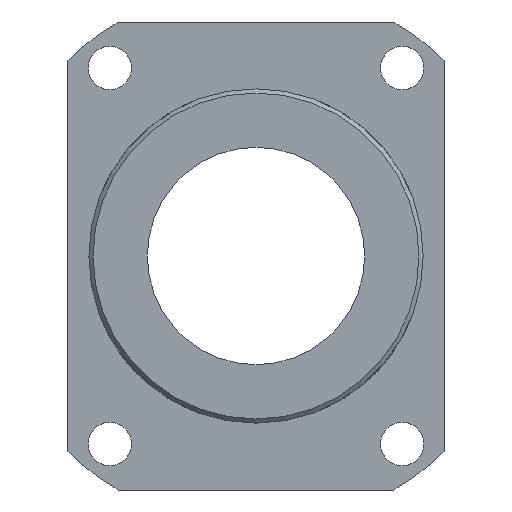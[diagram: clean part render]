
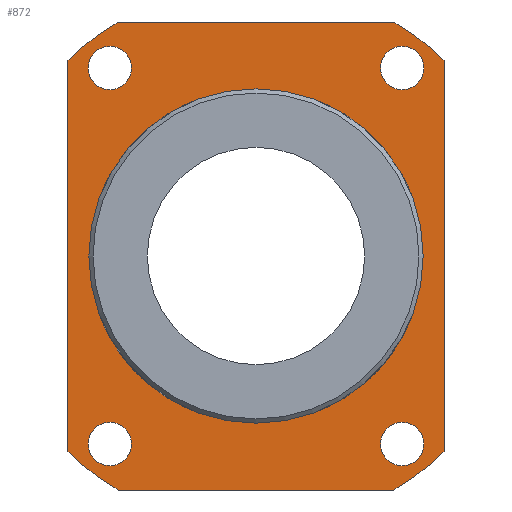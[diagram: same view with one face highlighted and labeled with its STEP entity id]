
A CAD part, left-side view. The second image highlights one B-rep face of the part: STEP entity #872.
In plain terms, the highlighted planar face has unit normal (-1, 0, 0).
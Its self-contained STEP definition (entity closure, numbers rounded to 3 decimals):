
#53=LINE($,#1699,#109);
#57=LINE($,#1708,#113);
#61=LINE($,#1717,#117);
#65=LINE($,#1726,#121);
#109=VECTOR($,#1152,46.904);
#113=VECTOR($,#1158,33.);
#117=VECTOR($,#1164,33.);
#121=VECTOR($,#1170,46.904);
#186=PLANE($,#955);
#212=FACE_BOUND($,#330,.T.);
#213=FACE_BOUND($,#331,.T.);
#214=FACE_BOUND($,#332,.T.);
#215=FACE_BOUND($,#333,.T.);
#216=FACE_BOUND($,#334,.T.);
#217=FACE_BOUND($,#335,.T.);
#330=EDGE_LOOP($,(#786));
#331=EDGE_LOOP($,(#787));
#332=EDGE_LOOP($,(#788));
#333=EDGE_LOOP($,(#789));
#334=EDGE_LOOP($,(#790));
#335=EDGE_LOOP($,(#791,#792,#793,#794,#795,#796,#797,#798));
#362=CIRCLE($,#902,20.);
#375=CIRCLE($,#941,2.6);
#377=CIRCLE($,#944,2.6);
#379=CIRCLE($,#947,2.6);
#381=CIRCLE($,#950,2.6);
#382=CIRCLE($,#956,32.5);
#383=CIRCLE($,#957,32.5);
#384=CIRCLE($,#958,32.5);
#385=CIRCLE($,#959,32.5);
#422=VERTEX_POINT($,#1421);
#453=VERTEX_POINT($,#1679);
#455=VERTEX_POINT($,#1684);
#457=VERTEX_POINT($,#1689);
#459=VERTEX_POINT($,#1694);
#460=VERTEX_POINT($,#1697);
#461=VERTEX_POINT($,#1698);
#464=VERTEX_POINT($,#1706);
#465=VERTEX_POINT($,#1707);
#468=VERTEX_POINT($,#1715);
#469=VERTEX_POINT($,#1716);
#472=VERTEX_POINT($,#1724);
#473=VERTEX_POINT($,#1725);
#508=EDGE_CURVE($,#422,#422,#362,.T.);
#563=EDGE_CURVE($,#453,#453,#375,.T.);
#565=EDGE_CURVE($,#455,#455,#377,.T.);
#567=EDGE_CURVE($,#457,#457,#379,.T.);
#569=EDGE_CURVE($,#459,#459,#381,.T.);
#570=EDGE_CURVE($,#460,#461,#53,.T.);
#574=EDGE_CURVE($,#464,#465,#57,.T.);
#578=EDGE_CURVE($,#468,#469,#61,.T.);
#582=EDGE_CURVE($,#472,#473,#65,.T.);
#586=EDGE_CURVE($,#464,#461,#382,.T.);
#587=EDGE_CURVE($,#472,#465,#383,.T.);
#588=EDGE_CURVE($,#468,#473,#384,.T.);
#589=EDGE_CURVE($,#460,#469,#385,.T.);
#786=ORIENTED_EDGE($,*,*,#563,.T.);
#787=ORIENTED_EDGE($,*,*,#565,.T.);
#788=ORIENTED_EDGE($,*,*,#567,.T.);
#789=ORIENTED_EDGE($,*,*,#569,.T.);
#790=ORIENTED_EDGE($,*,*,#508,.T.);
#791=ORIENTED_EDGE($,*,*,#570,.T.);
#792=ORIENTED_EDGE($,*,*,#586,.F.);
#793=ORIENTED_EDGE($,*,*,#574,.T.);
#794=ORIENTED_EDGE($,*,*,#587,.F.);
#795=ORIENTED_EDGE($,*,*,#582,.T.);
#796=ORIENTED_EDGE($,*,*,#588,.F.);
#797=ORIENTED_EDGE($,*,*,#578,.T.);
#798=ORIENTED_EDGE($,*,*,#589,.F.);
#872=ADVANCED_FACE($,(#212,#213,#214,#215,#216,#217),#186,.T.);
#902=AXIS2_PLACEMENT_3D($,#1422,#1020,#1021);
#941=AXIS2_PLACEMENT_3D($,#1680,#1130,#1131);
#944=AXIS2_PLACEMENT_3D($,#1685,#1136,#1137);
#947=AXIS2_PLACEMENT_3D($,#1690,#1142,#1143);
#950=AXIS2_PLACEMENT_3D($,#1695,#1148,#1149);
#955=AXIS2_PLACEMENT_3D($,#1732,#1174,#1175);
#956=AXIS2_PLACEMENT_3D($,#1733,#1176,#1177);
#957=AXIS2_PLACEMENT_3D($,#1734,#1178,#1179);
#958=AXIS2_PLACEMENT_3D($,#1735,#1180,#1181);
#959=AXIS2_PLACEMENT_3D($,#1736,#1182,#1183);
#1020=DIRECTION('center_axis',(1.,0.,0.));
#1021=DIRECTION('ref_axis',(0.,1.,0.));
#1130=DIRECTION('center_axis',(1.,0.,0.));
#1131=DIRECTION('ref_axis',(0.,0.,1.));
#1136=DIRECTION('center_axis',(1.,0.,0.));
#1137=DIRECTION('ref_axis',(0.,0.,1.));
#1142=DIRECTION('center_axis',(1.,0.,0.));
#1143=DIRECTION('ref_axis',(0.,0.,1.));
#1148=DIRECTION('center_axis',(1.,0.,0.));
#1149=DIRECTION('ref_axis',(0.,0.,1.));
#1152=DIRECTION($,(0.,0.,1.));
#1158=DIRECTION($,(0.,1.,0.));
#1164=DIRECTION($,(0.,-1.,0.));
#1170=DIRECTION($,(0.,0.,-1.));
#1174=DIRECTION('center_axis',(-1.,0.,0.));
#1175=DIRECTION('ref_axis',(0.,0.,1.));
#1176=DIRECTION('center_axis',(1.,0.,0.));
#1177=DIRECTION('ref_axis',(0.,1.,0.));
#1178=DIRECTION('center_axis',(1.,0.,0.));
#1179=DIRECTION('ref_axis',(0.,1.,0.));
#1180=DIRECTION('center_axis',(1.,0.,0.));
#1181=DIRECTION('ref_axis',(0.,1.,0.));
#1182=DIRECTION('center_axis',(1.,0.,0.));
#1183=DIRECTION('ref_axis',(0.,1.,0.));
#1421=CARTESIAN_POINT('',(63.,20.,0.));
#1422=CARTESIAN_POINT('Origin',(63.,0.,0.));
#1679=CARTESIAN_POINT('',(63.,-17.5,25.1));
#1680=CARTESIAN_POINT('Origin',(63.,-17.5,22.5));
#1684=CARTESIAN_POINT('',(63.,17.5,-19.9));
#1685=CARTESIAN_POINT('Origin',(63.,17.5,-22.5));
#1689=CARTESIAN_POINT('',(63.,17.5,25.1));
#1690=CARTESIAN_POINT('Origin',(63.,17.5,22.5));
#1694=CARTESIAN_POINT('',(63.,-17.5,-19.9));
#1695=CARTESIAN_POINT('Origin',(63.,-17.5,-22.5));
#1697=CARTESIAN_POINT('',(63.,-22.5,-23.452));
#1698=CARTESIAN_POINT('',(63.,-22.5,23.452));
#1699=CARTESIAN_POINT($,(63.,-22.5,-11.726));
#1706=CARTESIAN_POINT('',(63.,-16.5,28.));
#1707=CARTESIAN_POINT('',(63.,16.5,28.));
#1708=CARTESIAN_POINT($,(63.,4.125,28.));
#1715=CARTESIAN_POINT('',(63.,16.5,-28.));
#1716=CARTESIAN_POINT('',(63.,-16.5,-28.));
#1717=CARTESIAN_POINT($,(63.,20.625,-28.));
#1724=CARTESIAN_POINT('',(63.,22.5,23.452));
#1725=CARTESIAN_POINT('',(63.,22.5,-23.452));
#1726=CARTESIAN_POINT($,(63.,22.5,11.726));
#1732=CARTESIAN_POINT('Origin',(63.,24.75,0.));
#1733=CARTESIAN_POINT('Origin',(63.,0.,0.));
#1734=CARTESIAN_POINT('Origin',(63.,0.,0.));
#1735=CARTESIAN_POINT('Origin',(63.,0.,0.));
#1736=CARTESIAN_POINT('Origin',(63.,0.,0.));
